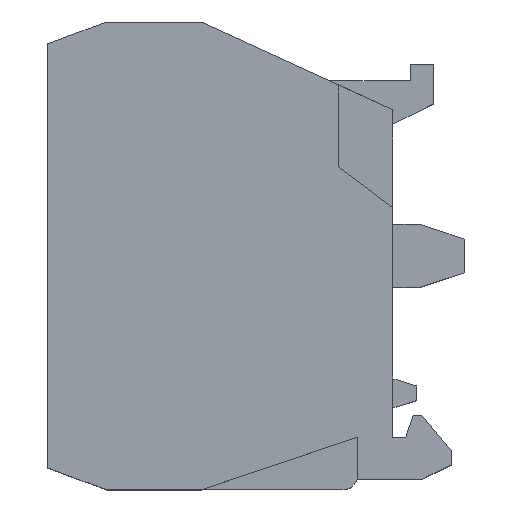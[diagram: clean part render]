
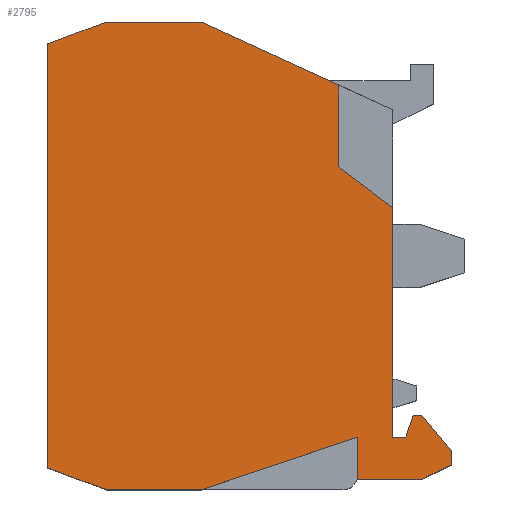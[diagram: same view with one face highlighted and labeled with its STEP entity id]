
A CAD part, top view. The second image highlights one B-rep face of the part: STEP entity #2795.
In plain terms, the highlighted planar face has unit normal (0, 0, 1).
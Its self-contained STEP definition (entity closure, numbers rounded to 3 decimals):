
#405=DIRECTION('',(-1.,0.,0.));
#406=VECTOR('',#405,0.9);
#407=CARTESIAN_POINT('',(24.5,-12.4,4.9));
#408=LINE('',#407,#406);
#461=DIRECTION('',(0.,1.,0.));
#462=VECTOR('',#461,1.);
#463=CARTESIAN_POINT('',(27.6,-14.3,4.9));
#464=LINE('',#463,#462);
#465=DIRECTION('',(0.,-1.,0.));
#466=VECTOR('',#465,5.6);
#467=CARTESIAN_POINT('',(19.9,11.695,4.9));
#468=LINE('',#467,#466);
#469=DIRECTION('',(0.798,-0.603,0.));
#470=VECTOR('',#469,4.637);
#471=CARTESIAN_POINT('',(19.9,6.095,4.9));
#472=LINE('',#471,#470);
#473=DIRECTION('',(0.,1.,0.));
#474=VECTOR('',#473,15.7);
#475=CARTESIAN_POINT('',(23.6,-12.4,4.9));
#476=LINE('',#475,#474);
#477=DIRECTION('',(-0.316,-0.949,0.));
#478=VECTOR('',#477,1.581);
#479=CARTESIAN_POINT('',(25.,-10.9,4.9));
#480=LINE('',#479,#478);
#481=DIRECTION('',(-1.,0.,0.));
#482=VECTOR('',#481,0.6);
#483=CARTESIAN_POINT('',(25.6,-10.9,4.9));
#484=LINE('',#483,#482);
#485=DIRECTION('',(-0.64,0.768,0.));
#486=VECTOR('',#485,3.124);
#487=CARTESIAN_POINT('',(27.6,-13.3,4.9));
#488=LINE('',#487,#486);
#489=DIRECTION('',(0.894,0.447,0.));
#490=VECTOR('',#489,2.236);
#491=CARTESIAN_POINT('',(25.6,-15.3,4.9));
#492=LINE('',#491,#490);
#493=DIRECTION('',(-0.948,-0.319,0.));
#494=VECTOR('',#493,11.289);
#495=CARTESIAN_POINT('',(21.2,-12.4,4.9));
#496=LINE('',#495,#494);
#497=DIRECTION('',(1.,0.,0.));
#498=VECTOR('',#497,6.5);
#499=CARTESIAN_POINT('',(4.,-16.,4.9));
#500=LINE('',#499,#498);
#501=DIRECTION('',(0.936,-0.351,0.));
#502=VECTOR('',#501,4.272);
#503=CARTESIAN_POINT('',(0.,-14.5,4.9));
#504=LINE('',#503,#502);
#505=DIRECTION('',(0.,-1.,0.));
#506=VECTOR('',#505,29.);
#507=CARTESIAN_POINT('',(0.,14.5,4.9));
#508=LINE('',#507,#506);
#509=DIRECTION('',(-0.936,-0.351,0.));
#510=VECTOR('',#509,4.272);
#511=CARTESIAN_POINT('',(4.,16.,4.9));
#512=LINE('',#511,#510);
#513=DIRECTION('',(-1.,0.,0.));
#514=VECTOR('',#513,6.5);
#515=CARTESIAN_POINT('',(10.5,16.,4.9));
#516=LINE('',#515,#514);
#517=DIRECTION('',(-0.909,0.416,0.));
#518=VECTOR('',#517,10.339);
#519=CARTESIAN_POINT('',(19.9,11.695,4.9));
#520=LINE('',#519,#518);
#945=DIRECTION('',(0.,-1.,0.));
#946=VECTOR('',#945,2.9);
#947=CARTESIAN_POINT('',(21.2,-12.4,4.9));
#948=LINE('',#947,#946);
#1085=DIRECTION('',(-1.,0.,0.));
#1086=VECTOR('',#1085,4.4);
#1087=CARTESIAN_POINT('',(25.6,-15.3,4.9));
#1088=LINE('',#1087,#1086);
#1587=CARTESIAN_POINT('',(0.,-14.5,4.9));
#1588=CARTESIAN_POINT('',(4.,-16.,4.9));
#1589=VERTEX_POINT('',#1587);
#1590=VERTEX_POINT('',#1588);
#1591=CARTESIAN_POINT('',(10.5,16.,4.9));
#1592=CARTESIAN_POINT('',(4.,16.,4.9));
#1593=VERTEX_POINT('',#1591);
#1594=VERTEX_POINT('',#1592);
#1595=CARTESIAN_POINT('',(0.,14.5,4.9));
#1596=VERTEX_POINT('',#1595);
#1861=CARTESIAN_POINT('',(10.5,-16.,4.9));
#1863=VERTEX_POINT('',#1861);
#1877=CARTESIAN_POINT('',(21.2,-15.3,4.9));
#1879=VERTEX_POINT('',#1877);
#1894=CARTESIAN_POINT('',(21.2,-12.4,4.9));
#1896=VERTEX_POINT('',#1894);
#1907=CARTESIAN_POINT('',(23.6,-12.4,4.9));
#1908=VERTEX_POINT('',#1907);
#1917=CARTESIAN_POINT('',(25.,-10.9,4.9));
#1919=VERTEX_POINT('',#1917);
#1921=CARTESIAN_POINT('',(24.5,-12.4,4.9));
#1923=VERTEX_POINT('',#1921);
#1937=CARTESIAN_POINT('',(25.6,-15.3,4.9));
#1938=CARTESIAN_POINT('',(27.6,-14.3,4.9));
#1939=VERTEX_POINT('',#1937);
#1940=VERTEX_POINT('',#1938);
#1949=CARTESIAN_POINT('',(27.6,-13.3,4.9));
#1950=VERTEX_POINT('',#1949);
#1951=CARTESIAN_POINT('',(25.6,-10.9,4.9));
#1952=VERTEX_POINT('',#1951);
#2029=CARTESIAN_POINT('',(19.9,11.695,4.9));
#2030=CARTESIAN_POINT('',(19.9,6.095,4.9));
#2031=VERTEX_POINT('',#2029);
#2032=VERTEX_POINT('',#2030);
#2033=CARTESIAN_POINT('',(23.6,3.3,4.9));
#2034=VERTEX_POINT('',#2033);
#2758=CARTESIAN_POINT('',(0.,0.,4.9));
#2759=DIRECTION('',(0.,0.,1.));
#2760=DIRECTION('',(1.,0.,0.));
#2761=AXIS2_PLACEMENT_3D('',#2758,#2759,#2760);
#2762=PLANE('',#2761);
#2764=ORIENTED_EDGE('',*,*,#2763,.T.);
#2766=ORIENTED_EDGE('',*,*,#2765,.T.);
#2767=ORIENTED_EDGE('',*,*,#2190,.F.);
#2768=ORIENTED_EDGE('',*,*,#2654,.F.);
#2769=ORIENTED_EDGE('',*,*,#2686,.F.);
#2771=ORIENTED_EDGE('',*,*,#2770,.F.);
#2772=ORIENTED_EDGE('',*,*,#2723,.F.);
#2773=ORIENTED_EDGE('',*,*,#2739,.F.);
#2774=ORIENTED_EDGE('',*,*,#2749,.F.);
#2776=ORIENTED_EDGE('',*,*,#2775,.T.);
#2778=ORIENTED_EDGE('',*,*,#2777,.F.);
#2780=ORIENTED_EDGE('',*,*,#2779,.T.);
#2782=ORIENTED_EDGE('',*,*,#2781,.F.);
#2784=ORIENTED_EDGE('',*,*,#2783,.F.);
#2786=ORIENTED_EDGE('',*,*,#2785,.F.);
#2788=ORIENTED_EDGE('',*,*,#2787,.F.);
#2790=ORIENTED_EDGE('',*,*,#2789,.F.);
#2792=ORIENTED_EDGE('',*,*,#2791,.F.);
#2793=EDGE_LOOP('',(#2764,#2766,#2767,#2768,#2769,#2771,#2772,#2773,#2774,#2776,
#2778,#2780,#2782,#2784,#2786,#2788,#2790,#2792));
#2794=FACE_OUTER_BOUND('',#2793,.F.);
#2795=ADVANCED_FACE('',(#2794),#2762,.T.);
#2190=EDGE_CURVE('',#1908,#2034,#476,.T.);
#2654=EDGE_CURVE('',#1923,#1908,#408,.T.);
#2686=EDGE_CURVE('',#1919,#1923,#480,.T.);
#2723=EDGE_CURVE('',#1950,#1952,#488,.T.);
#2739=EDGE_CURVE('',#1940,#1950,#464,.T.);
#2749=EDGE_CURVE('',#1939,#1940,#492,.T.);
#2763=EDGE_CURVE('',#2031,#2032,#468,.T.);
#2765=EDGE_CURVE('',#2032,#2034,#472,.T.);
#2770=EDGE_CURVE('',#1952,#1919,#484,.T.);
#2775=EDGE_CURVE('',#1939,#1879,#1088,.T.);
#2777=EDGE_CURVE('',#1896,#1879,#948,.T.);
#2779=EDGE_CURVE('',#1896,#1863,#496,.T.);
#2781=EDGE_CURVE('',#1590,#1863,#500,.T.);
#2783=EDGE_CURVE('',#1589,#1590,#504,.T.);
#2785=EDGE_CURVE('',#1596,#1589,#508,.T.);
#2787=EDGE_CURVE('',#1594,#1596,#512,.T.);
#2789=EDGE_CURVE('',#1593,#1594,#516,.T.);
#2791=EDGE_CURVE('',#2031,#1593,#520,.T.);
